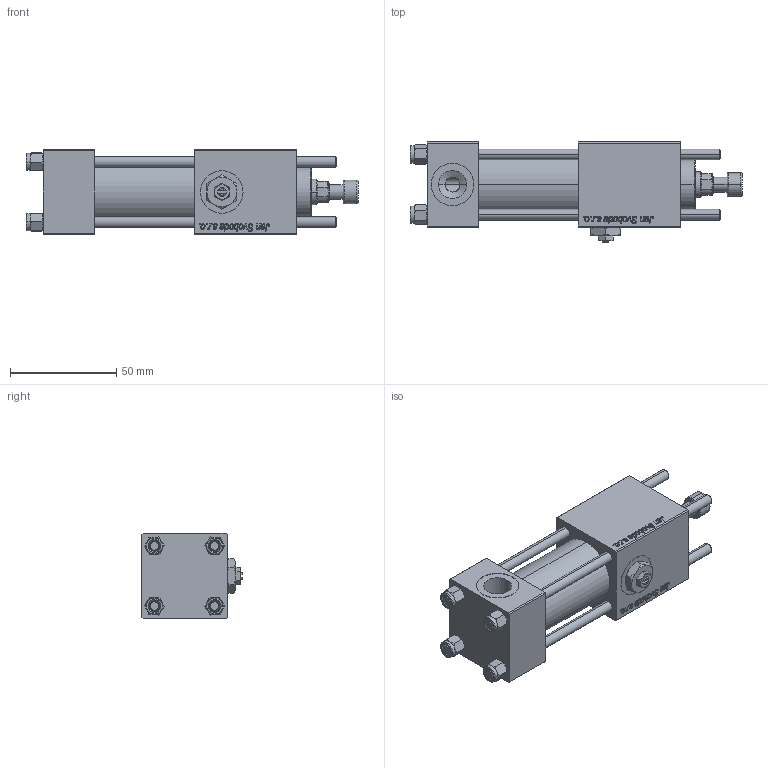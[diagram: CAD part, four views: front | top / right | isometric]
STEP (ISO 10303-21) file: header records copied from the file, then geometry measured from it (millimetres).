
FILE_DESCRIPTION (( 'STEP AP203' ), '1' );
FILE_NAME ('dbfe.STEP', '2022-04-15T11:29:59', ( '' ), ( '' ), 'SwSTEP 2.0', 'SolidWorks 2019', '' );
FILE_SCHEMA (( 'CONFIG_CONTROL_DESIGN' ));
Length unit declared in the file: millimetre
Products named in the file (8): V215CR_B-1 7cbbdf94321f98b6b7cfe6e43b9c1a7e; Zatka_pro_OIL_PORT 7cbbdf94321f98b6b7cfe6e43b9c1a7e; V215_VC_A 7cbbdf94321f98b6b7cfe6e43b9c1a7e; V215CR_VCP_B 7cbbdf94321f98b6b7cfe6e43b9c1a7e; NUT_M5_B 7cbbdf94321f98b6b7cfe6e43b9c1a7e; dbfe; V215CR_ROD_END_F 7cbbdf94321f98b6b7cfe6e43b9c1a7e; V215CR_B_TYCINKA 7cbbdf94321f98b6b7cfe6e43b9c1a7e
Assembly tree (13 placements, depth 2):
  dbfe
    V215CR_B-1 7cbbdf94321f98b6b7cfe6e43b9c1a7e
    V215CR_VCP_B 7cbbdf94321f98b6b7cfe6e43b9c1a7e
    NUT_M5_B 7cbbdf94321f98b6b7cfe6e43b9c1a7e  x4
    V215CR_B_TYCINKA 7cbbdf94321f98b6b7cfe6e43b9c1a7e  x4
    V215_VC_A 7cbbdf94321f98b6b7cfe6e43b9c1a7e
    V215CR_ROD_END_F 7cbbdf94321f98b6b7cfe6e43b9c1a7e
    Zatka_pro_OIL_PORT 7cbbdf94321f98b6b7cfe6e43b9c1a7e
Bounding box: 156 x 47 x 40 mm (x, y, z)
Volume: 145059.3 mm3; surface area: 60156.9 mm2
Topology: 13 solids, 13 shells, 1223 faces, 3085 edges, 1995 vertices
Faces by surface type: bspline 504, plane 459, cone 158, cylinder 90, torus 12
Entity records: 59105 total; most frequent: CARTESIAN_POINT 34696, ORIENTED_EDGE 5662, DIRECTION 3213, EDGE_CURVE 2831, VERTEX_POINT 1851, VECTOR 1489, LINE 1489, EDGE_LOOP 1232
